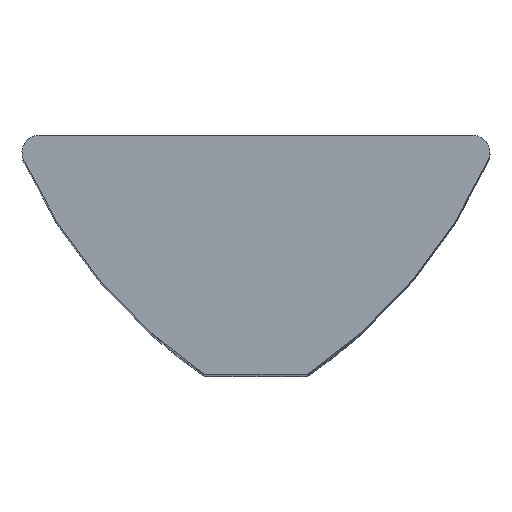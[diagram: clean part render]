
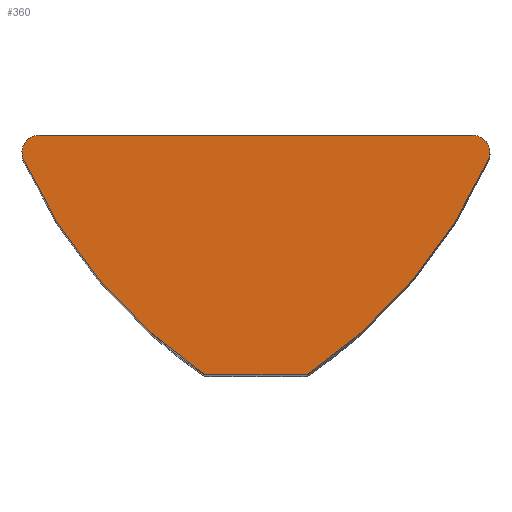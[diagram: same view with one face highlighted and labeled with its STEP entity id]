
A CAD part, top view. The second image highlights one B-rep face of the part: STEP entity #360.
In plain terms, the highlighted planar face has unit normal (0, 0, 1).
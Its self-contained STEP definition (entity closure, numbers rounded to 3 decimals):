
#8 = EDGE_CURVE ( 'NONE', #220, #176, #292, .T. ) ;
#12 = DIRECTION ( 'NONE',  ( 1., 0., 0. ) ) ;
#19 = CIRCLE ( 'NONE', #179, 0.5 ) ;
#33 = CARTESIAN_POINT ( 'NONE',  ( 6.35, 0., 18. ) ) ;
#40 = DIRECTION ( 'NONE',  ( 0., 0., -1. ) ) ;
#54 = DIRECTION ( 'NONE',  ( -1., 0., 0. ) ) ;
#55 = DIRECTION ( 'NONE',  ( 1., 0., 0. ) ) ;
#72 = CARTESIAN_POINT ( 'NONE',  ( 6.85, -0.5, 18. ) ) ;
#73 = ORIENTED_EDGE ( 'NONE', *, *, #252, .F. ) ;
#89 = ORIENTED_EDGE ( 'NONE', *, *, #546, .F. ) ;
#111 = DIRECTION ( 'NONE',  ( 1., 0., 0. ) ) ;
#123 = VERTEX_POINT ( 'NONE', #432 ) ;
#143 = VERTEX_POINT ( 'NONE', #33 ) ;
#147 = CARTESIAN_POINT ( 'NONE',  ( -6.806, -0.705, 18. ) ) ;
#166 = DIRECTION ( 'NONE',  ( 0., 0., -1. ) ) ;
#176 = VERTEX_POINT ( 'NONE', #263 ) ;
#179 = AXIS2_PLACEMENT_3D ( 'NONE', #247, #299, #111 ) ;
#181 = ORIENTED_EDGE ( 'NONE', *, *, #327, .F. ) ;
#198 = CARTESIAN_POINT ( 'NONE',  ( 6.35, -0.5, 18. ) ) ;
#202 = CIRCLE ( 'NONE', #390, 15. ) ;
#204 = PLANE ( 'NONE',  #512 ) ;
#212 = AXIS2_PLACEMENT_3D ( 'NONE', #422, #166, #417 ) ;
#218 = CARTESIAN_POINT ( 'NONE',  ( -6.35, 0., 18. ) ) ;
#220 = VERTEX_POINT ( 'NONE', #486 ) ;
#225 = DIRECTION ( 'NONE',  ( 1., 0., 0. ) ) ;
#240 = CIRCLE ( 'NONE', #212, 15. ) ;
#243 = DIRECTION ( 'NONE',  ( 0., 0., -1. ) ) ;
#247 = CARTESIAN_POINT ( 'NONE',  ( 6.35, -0.5, 18. ) ) ;
#252 = EDGE_CURVE ( 'NONE', #123, #220, #240, .T. ) ;
#262 = VECTOR ( 'NONE', #441, 1000. ) ;
#263 = CARTESIAN_POINT ( 'NONE',  ( -1.5, -7., 18. ) ) ;
#280 = EDGE_LOOP ( 'NONE', ( #457, #89, #549, #73, #181, #538, #505 ) ) ;
#283 = VECTOR ( 'NONE', #54, 1000. ) ;
#292 = LINE ( 'NONE', #496, #283 ) ;
#299 = DIRECTION ( 'NONE',  ( 0., 0., -1. ) ) ;
#304 = CARTESIAN_POINT ( 'NONE',  ( 6.35, -0.5, 18. ) ) ;
#321 = EDGE_CURVE ( 'NONE', #143, #523, #431, .T. ) ;
#327 = EDGE_CURVE ( 'NONE', #387, #123, #576, .T. ) ;
#339 = FACE_OUTER_BOUND ( 'NONE', #280, .T. ) ;
#356 = VERTEX_POINT ( 'NONE', #147 ) ;
#360 = ADVANCED_FACE ( 'NONE', ( #339 ), #204, .F. ) ;
#379 = CARTESIAN_POINT ( 'NONE',  ( -6.35, 0., 18. ) ) ;
#384 = AXIS2_PLACEMENT_3D ( 'NONE', #601, #243, #12 ) ;
#385 = EDGE_CURVE ( 'NONE', #143, #387, #19, .T. ) ;
#387 = VERTEX_POINT ( 'NONE', #72 ) ;
#390 = AXIS2_PLACEMENT_3D ( 'NONE', #577, #40, #225 ) ;
#392 = EDGE_CURVE ( 'NONE', #356, #523, #627, .T. ) ;
#393 = DIRECTION ( 'NONE',  ( 0., 0., -1. ) ) ;
#396 = DIRECTION ( 'NONE',  ( -1., 0., 0. ) ) ;
#404 = DIRECTION ( 'NONE',  ( 0., 0., -1. ) ) ;
#417 = DIRECTION ( 'NONE',  ( 1., 0., 0. ) ) ;
#422 = CARTESIAN_POINT ( 'NONE',  ( -6.876, 5.444, 18. ) ) ;
#431 = LINE ( 'NONE', #379, #262 ) ;
#432 = CARTESIAN_POINT ( 'NONE',  ( 6.806, -0.705, 18. ) ) ;
#441 = DIRECTION ( 'NONE',  ( -1., 0., 0. ) ) ;
#457 = ORIENTED_EDGE ( 'NONE', *, *, #392, .F. ) ;
#486 = CARTESIAN_POINT ( 'NONE',  ( 1.5, -7., 18. ) ) ;
#496 = CARTESIAN_POINT ( 'NONE',  ( 6.35, -7., 18. ) ) ;
#505 = ORIENTED_EDGE ( 'NONE', *, *, #321, .T. ) ;
#512 = AXIS2_PLACEMENT_3D ( 'NONE', #198, #393, #396 ) ;
#523 = VERTEX_POINT ( 'NONE', #218 ) ;
#538 = ORIENTED_EDGE ( 'NONE', *, *, #385, .F. ) ;
#546 = EDGE_CURVE ( 'NONE', #176, #356, #202, .T. ) ;
#549 = ORIENTED_EDGE ( 'NONE', *, *, #8, .F. ) ;
#576 = CIRCLE ( 'NONE', #614, 0.5 ) ;
#577 = CARTESIAN_POINT ( 'NONE',  ( 6.876, 5.444, 18. ) ) ;
#601 = CARTESIAN_POINT ( 'NONE',  ( -6.35, -0.5, 18. ) ) ;
#614 = AXIS2_PLACEMENT_3D ( 'NONE', #304, #404, #55 ) ;
#627 = CIRCLE ( 'NONE', #384, 0.5 ) ;
